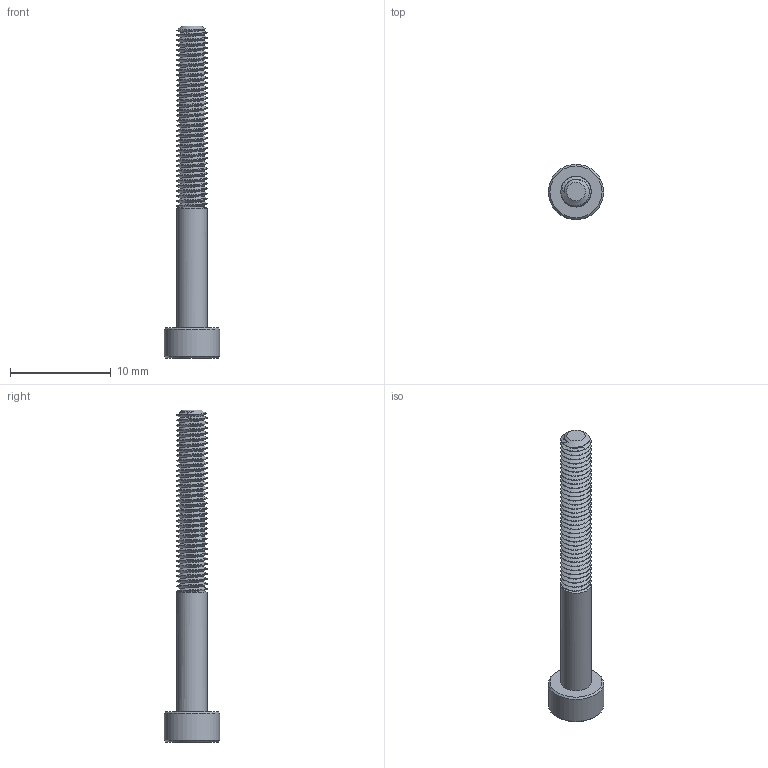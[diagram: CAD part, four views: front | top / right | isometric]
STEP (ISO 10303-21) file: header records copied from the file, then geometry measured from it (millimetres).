
FILE_DESCRIPTION(/* description */ (''),/* implementation_level */ '2;1');
FILE_NAME(/* name */ '91502A111BlueDyed ZincPlated Alloy Steel Socket Head Screw.stp',/* time_stamp */ '2024-05-05T11:31:50+02:00',/* author */ (''),/* organization */ (''),/* preprocessor_version */ 'ST-DEVELOPER v20',/* originating_system */ 'Autodesk Translation Framework v12.20.1.177',/* authorisation */ '');
FILE_SCHEMA (('AUTOMOTIVE_DESIGN { 1 0 10303 214 3 1 1 }'));
Length unit declared in the file: millimetre
Products named in the file (1): 91502A111_Blue-Dyed Zinc-Plated Alloy Steel Socket Head Screw
Bounding box: 5.5 x 5.5 x 33 mm (x, y, z)
Volume: 246.7 mm3; surface area: 485.9 mm2
Topology: 1 solids, 1 shells, 97 faces, 270 edges, 177 vertices
Faces by surface type: cylinder 75, cone 10, plane 10, bspline 2
Full cylindrical faces by diameter (mm): 2.35 x35, 3 x36, 5.5 x1
Entity records: 10900 total; most frequent: CARTESIAN_POINT 8699, ORIENTED_EDGE 540, DIRECTION 319, EDGE_CURVE 270, VERTEX_POINT 177, B_SPLINE_CURVE_WITH_KNOTS 156, AXIS2_PLACEMENT_3D 115, EDGE_LOOP 99
